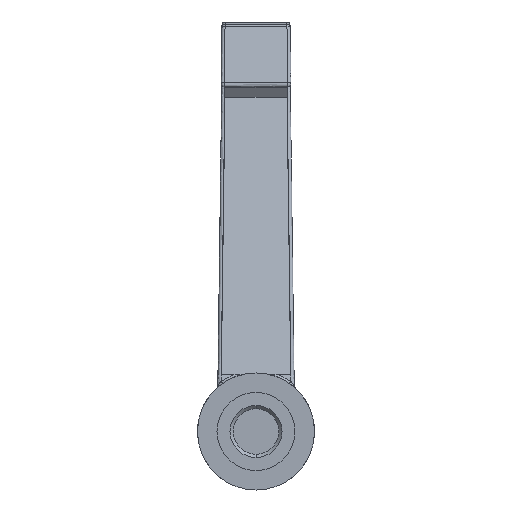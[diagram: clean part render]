
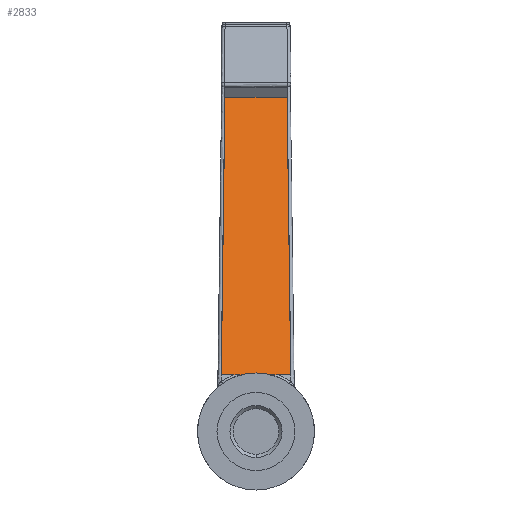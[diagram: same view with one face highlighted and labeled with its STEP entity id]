
A CAD part, front view. The second image highlights one B-rep face of the part: STEP entity #2833.
In plain terms, the highlighted planar face has unit normal (0, -0.95, 0.311).
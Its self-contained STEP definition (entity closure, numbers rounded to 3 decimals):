
#113 = PLANE ( 'NONE',  #3397 ) ;
#170 = VECTOR ( 'NONE', #1848, 1000. ) ;
#342 = DIRECTION ( 'NONE',  ( -0.012, 0.311, 0.95 ) ) ;
#412 = VERTEX_POINT ( 'NONE', #2543 ) ;
#590 = CARTESIAN_POINT ( 'NONE',  ( 0., 11.381, -3.726 ) ) ;
#685 = CARTESIAN_POINT ( 'NONE',  ( -4.779, 29.444, 51.444 ) ) ;
#1138 = CARTESIAN_POINT ( 'NONE',  ( 5.359, 14.945, 7.159 ) ) ;
#1231 = DIRECTION ( 'NONE',  ( -0.012, -0.311, -0.95 ) ) ;
#1266 = ORIENTED_EDGE ( 'NONE', *, *, #4841, .T. ) ;
#1647 = EDGE_LOOP ( 'NONE', ( #2679, #1266, #3710, #2560 ) ) ;
#1722 = CARTESIAN_POINT ( 'NONE',  ( -5.359, 14.945, 7.159 ) ) ;
#1764 = EDGE_CURVE ( 'NONE', #412, #3953, #5343, .T. ) ;
#1782 = VECTOR ( 'NONE', #342, 1000. ) ;
#1848 = DIRECTION ( 'NONE',  ( 1., 0., 0. ) ) ;
#1863 = CARTESIAN_POINT ( 'NONE',  ( 4.779, 29.444, 51.444 ) ) ;
#2192 = LINE ( 'NONE', #3122, #170 ) ;
#2227 = EDGE_CURVE ( 'NONE', #4633, #412, #2192, .T. ) ;
#2254 = DIRECTION ( 'NONE',  ( 0., -0.95, 0.311 ) ) ;
#2514 = CARTESIAN_POINT ( 'NONE',  ( 4.779, 29.444, 51.444 ) ) ;
#2543 = CARTESIAN_POINT ( 'NONE',  ( 5.359, 14.945, 7.159 ) ) ;
#2560 = ORIENTED_EDGE ( 'NONE', *, *, #2227, .T. ) ;
#2679 = ORIENTED_EDGE ( 'NONE', *, *, #1764, .T. ) ;
#2833 = ADVANCED_FACE ( 'NONE', ( #4390 ), #113, .T. ) ;
#2866 = VECTOR ( 'NONE', #1231, 1000. ) ;
#2999 = EDGE_CURVE ( 'NONE', #3700, #4633, #5109, .T. ) ;
#3122 = CARTESIAN_POINT ( 'NONE',  ( 5.359, 14.945, 7.159 ) ) ;
#3315 = VECTOR ( 'NONE', #4016, 1000. ) ;
#3397 = AXIS2_PLACEMENT_3D ( 'NONE', #590, #2254, #3923 ) ;
#3569 = CARTESIAN_POINT ( 'NONE',  ( -5.359, 14.945, 7.159 ) ) ;
#3700 = VERTEX_POINT ( 'NONE', #685 ) ;
#3710 = ORIENTED_EDGE ( 'NONE', *, *, #2999, .T. ) ;
#3923 = DIRECTION ( 'NONE',  ( 0., -0.311, -0.95 ) ) ;
#3953 = VERTEX_POINT ( 'NONE', #2514 ) ;
#4016 = DIRECTION ( 'NONE',  ( -1., 0., 0. ) ) ;
#4375 = LINE ( 'NONE', #1863, #3315 ) ;
#4390 = FACE_OUTER_BOUND ( 'NONE', #1647, .T. ) ;
#4633 = VERTEX_POINT ( 'NONE', #3569 ) ;
#4841 = EDGE_CURVE ( 'NONE', #3953, #3700, #4375, .T. ) ;
#5109 = LINE ( 'NONE', #1722, #2866 ) ;
#5343 = LINE ( 'NONE', #1138, #1782 ) ;
